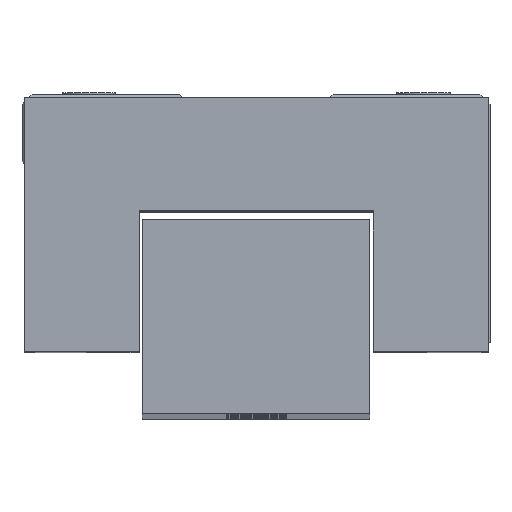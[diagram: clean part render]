
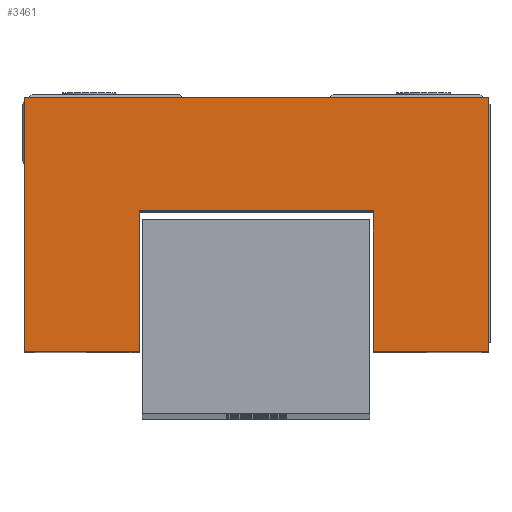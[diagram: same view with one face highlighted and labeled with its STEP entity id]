
A CAD part, top view. The second image highlights one B-rep face of the part: STEP entity #3461.
In plain terms, the highlighted planar face has unit normal (0, 0, 1).
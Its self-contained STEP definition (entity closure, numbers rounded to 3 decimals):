
#1964=DIRECTION('',(0.,-1.,0.));
#1965=VECTOR('',#1964,38.);
#1966=CARTESIAN_POINT('',(-34.7,23.5,54.5));
#1967=LINE('',#1966,#1965);
#1968=DIRECTION('',(-1.,0.,0.));
#1969=VECTOR('',#1968,69.4);
#1970=CARTESIAN_POINT('',(34.7,23.5,54.5));
#1971=LINE('',#1970,#1969);
#1972=DIRECTION('',(0.,1.,0.));
#1973=VECTOR('',#1972,38.);
#1974=CARTESIAN_POINT('',(34.7,-14.5,54.5));
#1975=LINE('',#1974,#1973);
#1976=DIRECTION('',(1.,0.,0.));
#1977=VECTOR('',#1976,17.2);
#1978=CARTESIAN_POINT('',(17.5,-14.5,54.5));
#1979=LINE('',#1978,#1977);
#1980=DIRECTION('',(0.,-1.,0.));
#1981=VECTOR('',#1980,21.);
#1982=CARTESIAN_POINT('',(17.5,6.5,54.5));
#1983=LINE('',#1982,#1981);
#1984=DIRECTION('',(1.,0.,0.));
#1985=VECTOR('',#1984,35.);
#1986=CARTESIAN_POINT('',(-17.5,6.5,54.5));
#1987=LINE('',#1986,#1985);
#1988=DIRECTION('',(0.,1.,0.));
#1989=VECTOR('',#1988,21.);
#1990=CARTESIAN_POINT('',(-17.5,-14.5,54.5));
#1991=LINE('',#1990,#1989);
#1992=DIRECTION('',(1.,0.,0.));
#1993=VECTOR('',#1992,17.2);
#1994=CARTESIAN_POINT('',(-34.7,-14.5,54.5));
#1995=LINE('',#1994,#1993);
#2224=CARTESIAN_POINT('',(-34.7,23.5,54.5));
#2225=CARTESIAN_POINT('',(-34.7,-14.5,54.5));
#2226=VERTEX_POINT('',#2224);
#2227=VERTEX_POINT('',#2225);
#2228=CARTESIAN_POINT('',(-17.5,-14.5,54.5));
#2229=VERTEX_POINT('',#2228);
#2230=CARTESIAN_POINT('',(-17.5,6.5,54.5));
#2231=VERTEX_POINT('',#2230);
#2232=CARTESIAN_POINT('',(17.5,6.5,54.5));
#2233=CARTESIAN_POINT('',(17.5,-14.5,54.5));
#2234=VERTEX_POINT('',#2232);
#2235=VERTEX_POINT('',#2233);
#2236=CARTESIAN_POINT('',(34.7,-14.5,54.5));
#2237=VERTEX_POINT('',#2236);
#2238=CARTESIAN_POINT('',(34.7,23.5,54.5));
#2239=VERTEX_POINT('',#2238);
#3442=CARTESIAN_POINT('',(0.,0.,54.5));
#3443=DIRECTION('',(0.,0.,1.));
#3444=DIRECTION('',(1.,0.,0.));
#3445=AXIS2_PLACEMENT_3D('',#3442,#3443,#3444);
#3446=PLANE('',#3445);
#3448=ORIENTED_EDGE('',*,*,#3447,.F.);
#3450=ORIENTED_EDGE('',*,*,#3449,.F.);
#3452=ORIENTED_EDGE('',*,*,#3451,.F.);
#3453=ORIENTED_EDGE('',*,*,#2767,.F.);
#3454=ORIENTED_EDGE('',*,*,#2703,.F.);
#3456=ORIENTED_EDGE('',*,*,#3455,.F.);
#3457=ORIENTED_EDGE('',*,*,#2660,.F.);
#3458=ORIENTED_EDGE('',*,*,#2598,.F.);
#3459=EDGE_LOOP('',(#3448,#3450,#3452,#3453,#3454,#3456,#3457,#3458));
#3460=FACE_OUTER_BOUND('',#3459,.F.);
#3461=ADVANCED_FACE('',(#3460),#3446,.T.);
#2598=EDGE_CURVE('',#2227,#2229,#1995,.T.);
#2660=EDGE_CURVE('',#2229,#2231,#1991,.T.);
#2703=EDGE_CURVE('',#2234,#2235,#1983,.T.);
#2767=EDGE_CURVE('',#2235,#2237,#1979,.T.);
#3447=EDGE_CURVE('',#2226,#2227,#1967,.T.);
#3449=EDGE_CURVE('',#2239,#2226,#1971,.T.);
#3451=EDGE_CURVE('',#2237,#2239,#1975,.T.);
#3455=EDGE_CURVE('',#2231,#2234,#1987,.T.);
